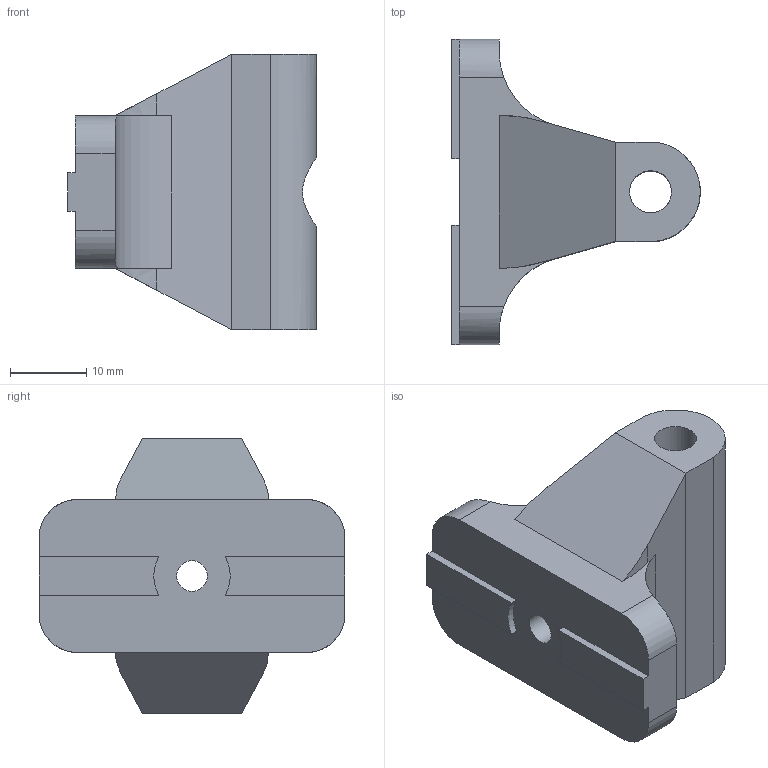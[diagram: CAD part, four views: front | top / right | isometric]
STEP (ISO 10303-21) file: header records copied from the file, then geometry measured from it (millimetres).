
FILE_DESCRIPTION(/* description */ (''),/* implementation_level */ '2;1');
FILE_NAME(/* name */ 'Bed Bracket v15.step',/* time_stamp */ '2020-10-20T11:41:55+02:00',/* author */ (''),/* organization */ (''),/* preprocessor_version */ 'ST-DEVELOPER v18.1',/* originating_system */ 'Autodesk Translation Framework v9.3.0.1241',/* authorisation */ '');
FILE_SCHEMA (('AUTOMOTIVE_DESIGN { 1 0 10303 214 3 1 1 }'));
Length unit declared in the file: millimetre
Products named in the file (1): Bed Bracket
Bounding box: 32.51 x 40 x 36 mm (x, y, z)
Volume: 14009.8 mm3; surface area: 5675.7 mm2
Topology: 1 solids, 1 shells, 39 faces, 106 edges, 70 vertices
Faces by surface type: plane 22, cylinder 17
Full cylindrical faces by diameter (mm): 4 x1, 5.5 x2, 9 x1
Entity records: 1390 total; most frequent: CARTESIAN_POINT 337, ORIENTED_EDGE 212, DIRECTION 208, EDGE_CURVE 106, AXIS2_PLACEMENT_3D 71, VERTEX_POINT 70, LINE 66, VECTOR 66
